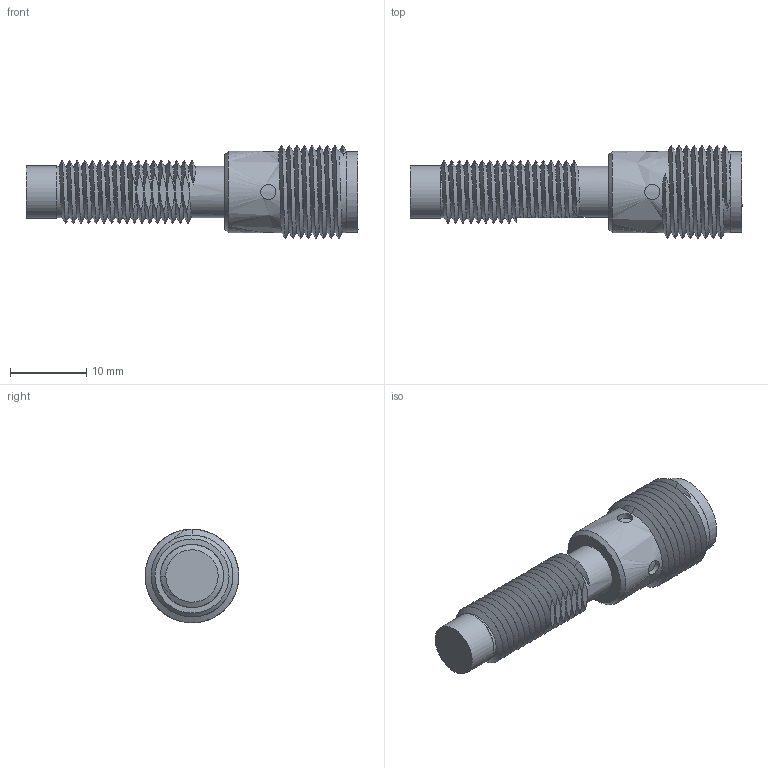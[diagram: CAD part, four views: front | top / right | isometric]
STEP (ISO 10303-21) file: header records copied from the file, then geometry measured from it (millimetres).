
FILE_DESCRIPTION( ('This file contains a STEP AP42 implementation' ,'as created by ZW3D STEP Interface translator.') ,'2;1' );
FILE_NAME( 'OCN2-0804X-XRS4.stp' ,'20 513.111248', (''), ('ZWCAD Software Co.'), 'Version 1.0', 'ZW3D to STEP translator', '' );
FILE_SCHEMA(('AUTOMOTIVE_DESIGN'));
Length unit declared in the file: millimetre
Products named in the file (2): 0; OCN2-0804X-XRS41
Bounding box: 43.45 x 12.26 x 12.26 mm (x, y, z)
Volume: 2255.1 mm3; surface area: 2396.5 mm2
Topology: 6 solids, 6 shells, 100 faces, 228 edges, 145 vertices
Faces by surface type: bspline 100
Entity records: 7472 total; most frequent: CARTESIAN_POINT 6051, ORIENTED_EDGE 446, EDGE_CURVE 223, VERTEX_POINT 141, B_SPLINE_CURVE_WITH_KNOTS 112, EDGE_LOOP 106, FACE_OUTER_BOUND 100, ADVANCED_FACE 100
